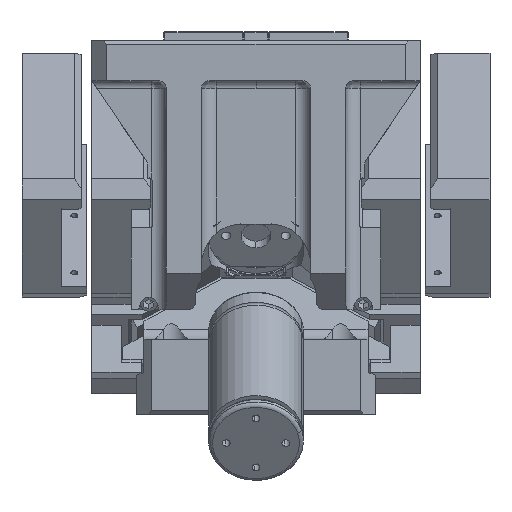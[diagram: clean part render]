
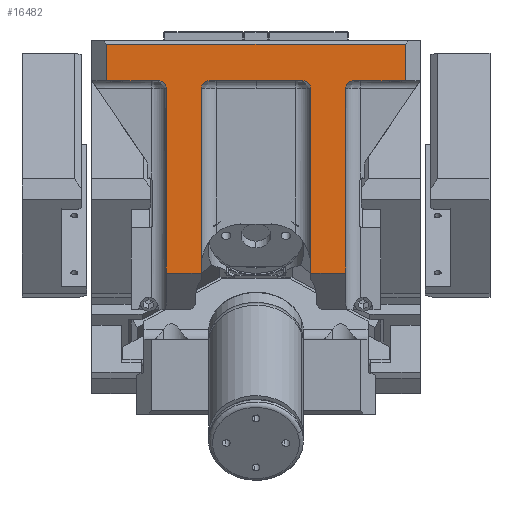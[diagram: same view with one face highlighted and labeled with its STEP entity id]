
A CAD part, left-side view. The second image highlights one B-rep face of the part: STEP entity #16482.
In plain terms, the highlighted planar face has unit normal (-1, 0, 0).
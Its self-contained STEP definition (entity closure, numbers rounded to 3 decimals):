
#16102=CARTESIAN_POINT('Vertex',(-415.,47.,160.)) ;
#16121=CARTESIAN_POINT('Vertex',(-415.,-47.,160.)) ;
#16124=CARTESIAN_POINT('Line Origine',(-415.,0.,160.)) ;
#16162=CARTESIAN_POINT('Axis2P3D Location',(-415.,-47.,152.)) ;
#16166=CARTESIAN_POINT('Vertex',(-415.,-55.,152.)) ;
#16312=CARTESIAN_POINT('Axis2P3D Location',(-415.,47.,152.)) ;
#16316=CARTESIAN_POINT('Vertex',(-415.,55.,152.)) ;
#16370=CARTESIAN_POINT('Axis2P3D Location',(-415.,0.,0.)) ;
#16375=CARTESIAN_POINT('Line Origine',(-415.,0.,196.5)) ;
#16379=CARTESIAN_POINT('Vertex',(-415.,-150.,196.5)) ;
#16381=CARTESIAN_POINT('Vertex',(-415.,150.,196.5)) ;
#16384=CARTESIAN_POINT('Line Origine',(-415.,150.,178.25)) ;
#16388=CARTESIAN_POINT('Vertex',(-415.,150.,160.)) ;
#16391=CARTESIAN_POINT('Line Origine',(-415.,124.,160.)) ;
#16395=CARTESIAN_POINT('Vertex',(-415.,98.,160.)) ;
#16398=CARTESIAN_POINT('Axis2P3D Location',(-415.,98.,152.)) ;
#16402=CARTESIAN_POINT('Vertex',(-415.,90.,152.)) ;
#16405=CARTESIAN_POINT('Line Origine',(-415.,90.,59.358)) ;
#16409=CARTESIAN_POINT('Vertex',(-415.,90.,-33.284)) ;
#16412=CARTESIAN_POINT('Line Origine',(-415.,72.5,-33.284)) ;
#16416=CARTESIAN_POINT('Vertex',(-415.,55.,-33.284)) ;
#16419=CARTESIAN_POINT('Line Origine',(-415.,55.,59.358)) ;
#16424=CARTESIAN_POINT('Line Origine',(-415.,-55.,59.358)) ;
#16428=CARTESIAN_POINT('Vertex',(-415.,-55.,-33.284)) ;
#16431=CARTESIAN_POINT('Line Origine',(-415.,-72.5,-33.284)) ;
#16435=CARTESIAN_POINT('Vertex',(-415.,-90.,-33.284)) ;
#16438=CARTESIAN_POINT('Line Origine',(-415.,-90.,59.358)) ;
#16442=CARTESIAN_POINT('Vertex',(-415.,-90.,152.)) ;
#16445=CARTESIAN_POINT('Axis2P3D Location',(-415.,-98.,152.)) ;
#16449=CARTESIAN_POINT('Vertex',(-415.,-98.,160.)) ;
#16452=CARTESIAN_POINT('Line Origine',(-415.,-124.,160.)) ;
#16456=CARTESIAN_POINT('Vertex',(-415.,-150.,160.)) ;
#16459=CARTESIAN_POINT('Line Origine',(-415.,-150.,178.25)) ;
#16125=DIRECTION('Vector Direction',(0.,-1.,0.)) ;
#16163=DIRECTION('Axis2P3D Direction',(1.,0.,0.)) ;
#16313=DIRECTION('Axis2P3D Direction',(-1.,0.,0.)) ;
#16371=DIRECTION('Axis2P3D Direction',(-1.,0.,0.)) ;
#16372=DIRECTION('Axis2P3D XDirection',(0.,-1.,0.)) ;
#16376=DIRECTION('Vector Direction',(0.,1.,0.)) ;
#16385=DIRECTION('Vector Direction',(0.,0.,-1.)) ;
#16392=DIRECTION('Vector Direction',(0.,-1.,0.)) ;
#16399=DIRECTION('Axis2P3D Direction',(-1.,0.,0.)) ;
#16406=DIRECTION('Vector Direction',(0.,0.,-1.)) ;
#16413=DIRECTION('Vector Direction',(0.,-1.,0.)) ;
#16420=DIRECTION('Vector Direction',(0.,0.,-1.)) ;
#16425=DIRECTION('Vector Direction',(0.,0.,-1.)) ;
#16432=DIRECTION('Vector Direction',(0.,-1.,0.)) ;
#16439=DIRECTION('Vector Direction',(0.,0.,-1.)) ;
#16446=DIRECTION('Axis2P3D Direction',(-1.,0.,0.)) ;
#16453=DIRECTION('Vector Direction',(0.,-1.,0.)) ;
#16460=DIRECTION('Vector Direction',(0.,0.,-1.)) ;
#16164=AXIS2_PLACEMENT_3D('Circle Axis2P3D',#16162,#16163,$) ;
#16314=AXIS2_PLACEMENT_3D('Circle Axis2P3D',#16312,#16313,$) ;
#16373=AXIS2_PLACEMENT_3D('Plane Axis2P3D',#16370,#16371,#16372) ;
#16400=AXIS2_PLACEMENT_3D('Circle Axis2P3D',#16398,#16399,$) ;
#16447=AXIS2_PLACEMENT_3D('Circle Axis2P3D',#16445,#16446,$) ;
#16465=ORIENTED_EDGE('',*,*,#16383,.T.) ;
#16466=ORIENTED_EDGE('',*,*,#16390,.T.) ;
#16467=ORIENTED_EDGE('',*,*,#16397,.T.) ;
#16468=ORIENTED_EDGE('',*,*,#16404,.F.) ;
#16469=ORIENTED_EDGE('',*,*,#16411,.T.) ;
#16470=ORIENTED_EDGE('',*,*,#16418,.T.) ;
#16471=ORIENTED_EDGE('',*,*,#16423,.F.) ;
#16472=ORIENTED_EDGE('',*,*,#16318,.F.) ;
#16473=ORIENTED_EDGE('',*,*,#16128,.T.) ;
#16474=ORIENTED_EDGE('',*,*,#16168,.F.) ;
#16475=ORIENTED_EDGE('',*,*,#16430,.T.) ;
#16476=ORIENTED_EDGE('',*,*,#16437,.T.) ;
#16477=ORIENTED_EDGE('',*,*,#16444,.F.) ;
#16478=ORIENTED_EDGE('',*,*,#16451,.F.) ;
#16479=ORIENTED_EDGE('',*,*,#16458,.T.) ;
#16480=ORIENTED_EDGE('',*,*,#16463,.F.) ;
#16126=VECTOR('Line Direction',#16125,1.) ;
#16377=VECTOR('Line Direction',#16376,1.) ;
#16386=VECTOR('Line Direction',#16385,1.) ;
#16393=VECTOR('Line Direction',#16392,1.) ;
#16407=VECTOR('Line Direction',#16406,1.) ;
#16414=VECTOR('Line Direction',#16413,1.) ;
#16421=VECTOR('Line Direction',#16420,1.) ;
#16426=VECTOR('Line Direction',#16425,1.) ;
#16433=VECTOR('Line Direction',#16432,1.) ;
#16440=VECTOR('Line Direction',#16439,1.) ;
#16454=VECTOR('Line Direction',#16453,1.) ;
#16461=VECTOR('Line Direction',#16460,1.) ;
#16482=ADVANCED_FACE('SCHIEBERBETT',(#16481),#16374,.T.) ;
#16165=CIRCLE('generated circle',#16164,8.) ;
#16315=CIRCLE('generated circle',#16314,8.) ;
#16401=CIRCLE('generated circle',#16400,8.) ;
#16448=CIRCLE('generated circle',#16447,8.) ;
#16128=EDGE_CURVE('',#16103,#16122,#16127,.T.) ;
#16168=EDGE_CURVE('',#16167,#16122,#16165,.F.) ;
#16318=EDGE_CURVE('',#16103,#16317,#16315,.T.) ;
#16383=EDGE_CURVE('',#16380,#16382,#16378,.T.) ;
#16390=EDGE_CURVE('',#16382,#16389,#16387,.T.) ;
#16397=EDGE_CURVE('',#16389,#16396,#16394,.T.) ;
#16404=EDGE_CURVE('',#16403,#16396,#16401,.T.) ;
#16411=EDGE_CURVE('',#16403,#16410,#16408,.T.) ;
#16418=EDGE_CURVE('',#16410,#16417,#16415,.T.) ;
#16423=EDGE_CURVE('',#16317,#16417,#16422,.T.) ;
#16430=EDGE_CURVE('',#16167,#16429,#16427,.T.) ;
#16437=EDGE_CURVE('',#16429,#16436,#16434,.T.) ;
#16444=EDGE_CURVE('',#16443,#16436,#16441,.T.) ;
#16451=EDGE_CURVE('',#16450,#16443,#16448,.T.) ;
#16458=EDGE_CURVE('',#16450,#16457,#16455,.T.) ;
#16463=EDGE_CURVE('',#16380,#16457,#16462,.T.) ;
#16464=EDGE_LOOP('',(#16465,#16466,#16467,#16468,#16469,#16470,#16471,#16472,#16473,#16474,#16475,#16476,#16477,#16478,#16479,#16480)) ;
#16481=FACE_OUTER_BOUND('',#16464,.T.) ;
#16127=LINE('Line',#16124,#16126) ;
#16378=LINE('Line',#16375,#16377) ;
#16387=LINE('Line',#16384,#16386) ;
#16394=LINE('Line',#16391,#16393) ;
#16408=LINE('Line',#16405,#16407) ;
#16415=LINE('Line',#16412,#16414) ;
#16422=LINE('Line',#16419,#16421) ;
#16427=LINE('Line',#16424,#16426) ;
#16434=LINE('Line',#16431,#16433) ;
#16441=LINE('Line',#16438,#16440) ;
#16455=LINE('Line',#16452,#16454) ;
#16462=LINE('Line',#16459,#16461) ;
#16374=PLANE('',#16373) ;
#16103=VERTEX_POINT('',#16102) ;
#16122=VERTEX_POINT('',#16121) ;
#16167=VERTEX_POINT('',#16166) ;
#16317=VERTEX_POINT('',#16316) ;
#16380=VERTEX_POINT('',#16379) ;
#16382=VERTEX_POINT('',#16381) ;
#16389=VERTEX_POINT('',#16388) ;
#16396=VERTEX_POINT('',#16395) ;
#16403=VERTEX_POINT('',#16402) ;
#16410=VERTEX_POINT('',#16409) ;
#16417=VERTEX_POINT('',#16416) ;
#16429=VERTEX_POINT('',#16428) ;
#16436=VERTEX_POINT('',#16435) ;
#16443=VERTEX_POINT('',#16442) ;
#16450=VERTEX_POINT('',#16449) ;
#16457=VERTEX_POINT('',#16456) ;
